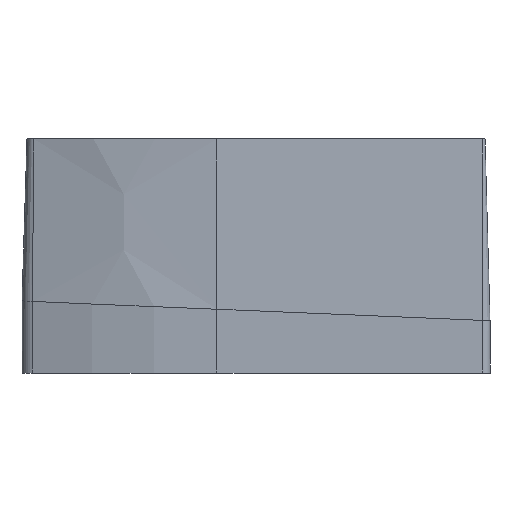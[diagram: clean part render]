
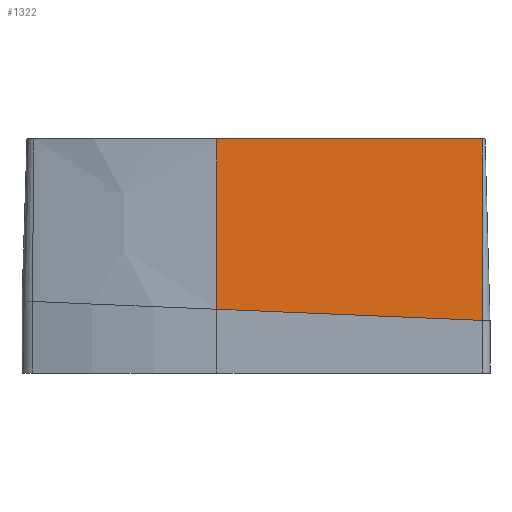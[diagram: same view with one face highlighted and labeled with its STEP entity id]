
A CAD part, left-side view. The second image highlights one B-rep face of the part: STEP entity #1322.
In plain terms, the highlighted free-form (B-spline) face has degree [3, 3] with [7, 4] control points.
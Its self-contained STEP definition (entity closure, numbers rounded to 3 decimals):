
#45 = B_SPLINE_CURVE_WITH_KNOTS ( 'NONE', 3,
 ( #1119, #624, #587, #210, #1084, #106, #1226, #1477, #467, #1354 ),
 .UNSPECIFIED., .F., .F.,
 ( 4, 3, 3, 4 ),
 ( 0., 0.009, 0.017, 0.034 ),
 .UNSPECIFIED. ) ;
#51 = ORIENTED_EDGE ( 'NONE', *, *, #204, .F. ) ;
#60 = CARTESIAN_POINT ( 'NONE',  ( -4.997, -29.001, 42.775 ) ) ;
#66 = EDGE_CURVE ( 'NONE', #440, #235, #1450, .T. ) ;
#67 = CARTESIAN_POINT ( 'NONE',  ( -6.001, 5., 7.884 ) ) ;
#82 = CARTESIAN_POINT ( 'NONE',  ( -5.499, -6.333, 24.825 ) ) ;
#88 = CARTESIAN_POINT ( 'NONE',  ( -5.499, -17.667, 24.715 ) ) ;
#89 = CARTESIAN_POINT ( 'NONE',  ( -5.993, 5., 8.179 ) ) ;
#102 = VECTOR ( 'NONE', #713, 1000. ) ;
#106 = CARTESIAN_POINT ( 'NONE',  ( -5.992, -14.805, 7.345 ) ) ;
#110 = CARTESIAN_POINT ( 'NONE',  ( -5.992, 5., 8.179 ) ) ;
#117 = VERTEX_POINT ( 'NONE', #89 ) ;
#180 = CARTESIAN_POINT ( 'NONE',  ( -5.35, -26.159, 30. ) ) ;
#190 = CARTESIAN_POINT ( 'NONE',  ( -5.499, -29., 24.604 ) ) ;
#194 = CARTESIAN_POINT ( 'NONE',  ( -4.997, -6.333, 42.25 ) ) ;
#204 = EDGE_CURVE ( 'NONE', #117, #235, #1085, .T. ) ;
#206 = CARTESIAN_POINT ( 'NONE',  ( -6.503, 5.001, -9.168 ) ) ;
#210 = CARTESIAN_POINT ( 'NONE',  ( -5.992, -20.483, 7.106 ) ) ;
#213 = CARTESIAN_POINT ( 'NONE',  ( -5.499, -29., 24.604 ) ) ;
#235 = VERTEX_POINT ( 'NONE', #1508 ) ;
#249 = CARTESIAN_POINT ( 'NONE',  ( -5.35, -29., 30. ) ) ;
#280 = EDGE_CURVE ( 'NONE', #1040, #345, #1476, .T. ) ;
#301 = EDGE_LOOP ( 'NONE', ( #51, #729, #1075, #472, #1303 ) ) ;
#302 = CARTESIAN_POINT ( 'NONE',  ( -5.35, -23.317, 30. ) ) ;
#320 = CARTESIAN_POINT ( 'NONE',  ( -6.503, -17.666, -10.88 ) ) ;
#330 = CARTESIAN_POINT ( 'NONE',  ( -5.499, 5., 24.936 ) ) ;
#337 = CARTESIAN_POINT ( 'NONE',  ( -4.997, -29., 42.775 ) ) ;
#343 = CARTESIAN_POINT ( 'NONE',  ( -4.997, 5., 41.987 ) ) ;
#345 = VERTEX_POINT ( 'NONE', #396 ) ;
#368 = CARTESIAN_POINT ( 'NONE',  ( -5.992, 5., 8.179 ) ) ;
#396 = CARTESIAN_POINT ( 'NONE',  ( -5.993, -29., 6.748 ) ) ;
#407 = CARTESIAN_POINT ( 'NONE',  ( -5.35, 5., 30. ) ) ;
#440 = VERTEX_POINT ( 'NONE', #407 ) ;
#451 = CARTESIAN_POINT ( 'NONE',  ( -6.001, -29., 6.434 ) ) ;
#456 = CARTESIAN_POINT ( 'NONE',  ( -6.503, -6.333, -10.024 ) ) ;
#467 = CARTESIAN_POINT ( 'NONE',  ( -5.993, -0.655, 7.941 ) ) ;
#472 = ORIENTED_EDGE ( 'NONE', *, *, #1053, .T. ) ;
#534 = CARTESIAN_POINT ( 'NONE',  ( -5.35, -29., 30. ) ) ;
#559 = CARTESIAN_POINT ( 'NONE',  ( -4.997, -29., 42.775 ) ) ;
#583 = CARTESIAN_POINT ( 'NONE',  ( -6.001, -29., 6.434 ) ) ;
#586 = CARTESIAN_POINT ( 'NONE',  ( -5.75, 5., 16.41 ) ) ;
#587 = CARTESIAN_POINT ( 'NONE',  ( -5.992, -23.322, 6.987 ) ) ;
#618 = CARTESIAN_POINT ( 'NONE',  ( -5.993, 5., 8.179 ) ) ;
#624 = CARTESIAN_POINT ( 'NONE',  ( -5.992, -26.161, 6.867 ) ) ;
#653 = FACE_OUTER_BOUND ( 'NONE', #301, .T. ) ;
#666 = CARTESIAN_POINT ( 'NONE',  ( -5.35, -0.65, 30. ) ) ;
#687 = CARTESIAN_POINT ( 'NONE',  ( -6.001, -29., 6.434 ) ) ;
#713 = DIRECTION ( 'NONE',  ( -0.029, 0., -1. ) ) ;
#729 = ORIENTED_EDGE ( 'NONE', *, *, #1541, .F. ) ;
#754 = CARTESIAN_POINT ( 'NONE',  ( -5.992, 5., 8.179 ) ) ;
#803 = CARTESIAN_POINT ( 'NONE',  ( -5.35, -11.951, 30. ) ) ;
#847 = CARTESIAN_POINT ( 'NONE',  ( -4.997, -29.001, 42.775 ) ) ;
#851 = B_SPLINE_CURVE_WITH_KNOTS ( 'NONE', 3,
 ( #1415, #180, #302, #1039, #1162, #1549, #803, #1167, #666, #920 ),
 .UNSPECIFIED., .F., .F.,
 ( 4, 3, 3, 4 ),
 ( 0., 0.009, 0.017, 0.034 ),
 .UNSPECIFIED. ) ;
#920 = CARTESIAN_POINT ( 'NONE',  ( -5.35, 5., 30. ) ) ;
#941 = CARTESIAN_POINT ( 'NONE',  ( -6.503, -29., -11.736 ) ) ;
#946 = CARTESIAN_POINT ( 'NONE',  ( -6.001, -6.333, 7.401 ) ) ;
#1039 = CARTESIAN_POINT ( 'NONE',  ( -5.35, -20.476, 30. ) ) ;
#1040 = VERTEX_POINT ( 'NONE', #534 ) ;
#1053 = EDGE_CURVE ( 'NONE', #1040, #440, #851, .T. ) ;
#1072 = CARTESIAN_POINT ( 'NONE',  ( -6.001, -17.666, 6.917 ) ) ;
#1075 = ORIENTED_EDGE ( 'NONE', *, *, #280, .F. ) ;
#1084 = CARTESIAN_POINT ( 'NONE',  ( -5.992, -17.644, 7.226 ) ) ;
#1085 = B_SPLINE_CURVE_WITH_KNOTS ( 'NONE', 3,
 ( #618, #754, #110, #368 ),
 .UNSPECIFIED., .F., .F.,
 ( 4, 4 ),
 ( 0., 0. ),
 .UNSPECIFIED. ) ;
#1089 = CARTESIAN_POINT ( 'NONE',  ( -5.499, -29., 24.604 ) ) ;
#1110 = CARTESIAN_POINT ( 'NONE',  ( -5.499, -29.001, 24.604 ) ) ;
#1119 = CARTESIAN_POINT ( 'NONE',  ( -5.993, -29., 6.748 ) ) ;
#1120 = CARTESIAN_POINT ( 'NONE',  ( -5.564, -29., 22.249 ) ) ;
#1162 = CARTESIAN_POINT ( 'NONE',  ( -5.35, -17.634, 30. ) ) ;
#1167 = CARTESIAN_POINT ( 'NONE',  ( -5.35, -6.301, 30. ) ) ;
#1185 = CARTESIAN_POINT ( 'NONE',  ( -6.503, -28.999, -11.736 ) ) ;
#1197 = CARTESIAN_POINT ( 'NONE',  ( -6.503, -29., -11.736 ) ) ;
#1226 = CARTESIAN_POINT ( 'NONE',  ( -5.993, -11.966, 7.465 ) ) ;
#1303 = ORIENTED_EDGE ( 'NONE', *, *, #66, .T. ) ;
#1322 = ADVANCED_FACE ( 'NONE', ( #653 ), #1578, .T. ) ;
#1333 = CARTESIAN_POINT ( 'NONE',  ( -4.997, -17.667, 42.512 ) ) ;
#1353 = CARTESIAN_POINT ( 'NONE',  ( -6.001, -29., 6.434 ) ) ;
#1354 = CARTESIAN_POINT ( 'NONE',  ( -5.993, 5., 8.179 ) ) ;
#1365 = CARTESIAN_POINT ( 'NONE',  ( -5.778, -29., 14.499 ) ) ;
#1415 = CARTESIAN_POINT ( 'NONE',  ( -5.35, -29., 30. ) ) ;
#1445 = CARTESIAN_POINT ( 'NONE',  ( -6.503, -29., -11.736 ) ) ;
#1450 = LINE ( 'NONE', #586, #102 ) ;
#1476 = B_SPLINE_CURVE_WITH_KNOTS ( 'NONE', 3,
 ( #249, #1120, #1365, #1497 ),
 .UNSPECIFIED., .F., .F.,
 ( 4, 4 ),
 ( 0.013, 0.816 ),
 .UNSPECIFIED. ) ;
#1477 = CARTESIAN_POINT ( 'NONE',  ( -5.993, -6.311, 7.703 ) ) ;
#1497 = CARTESIAN_POINT ( 'NONE',  ( -5.993, -29., 6.748 ) ) ;
#1508 = CARTESIAN_POINT ( 'NONE',  ( -5.992, 5., 8.179 ) ) ;
#1541 = EDGE_CURVE ( 'NONE', #345, #117, #45, .T. ) ;
#1549 = CARTESIAN_POINT ( 'NONE',  ( -5.35, -14.793, 30. ) ) ;
#1578 = B_SPLINE_SURFACE_WITH_KNOTS ( 'NONE', 3, 3, ( 
 ( #206, #67, #330, #343 ),
 ( #456, #946, #82, #194 ),
 ( #320, #1072, #88, #1333 ),
 ( #1185, #583, #213, #337 ),
 ( #1197, #451, #1089, #559 ),
 ( #1445, #687, #190, #60 ),
 ( #941, #1353, #1110, #847 ) ),
 .UNSPECIFIED., .F., .F., .F.,
 ( 4, 3, 4 ),
 ( 4, 4 ),
 ( 0., 1., 1. ),
 ( -0.442, 1.442 ),
 .UNSPECIFIED. ) ;
